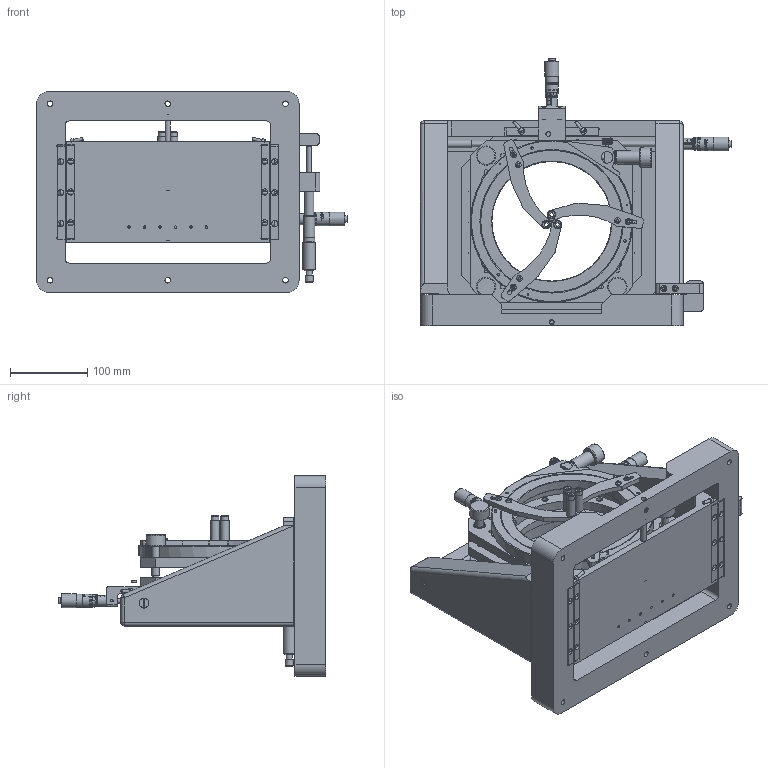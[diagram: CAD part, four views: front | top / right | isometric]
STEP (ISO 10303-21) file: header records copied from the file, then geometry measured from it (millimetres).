
FILE_DESCRIPTION (( 'STEP AP203' ), '1' );
FILE_NAME ('04LOM-6.STEP', '2023-12-20T09:15:26', ( '' ), ( '' ), 'SwSTEP 2.0', 'SolidWorks 2022', '' );
FILE_SCHEMA (( 'CONFIG_CONTROL_DESIGN' ));
Products named in the file (1): 04LOM-6
Bounding box: 402.83 x 346.73 x 260 mm (x, y, z)
Surface area: 831901.4 mm2 (no closed solid volume)
Topology: 0 solids, 159 shells, 819 faces, 4257 edges, 3566 vertices
Faces by surface type: cylinder 359, plane 345, cone 68, bspline 19, sphere 16, torus 12
Full cylindrical faces by diameter (mm): 2 x3, 3.3 x21, 4 x21, 4.2 x2, 4.3 x2, 4.5 x2, 5 x1, 6 x3, 6.3 x1, 6.35 x1, 6.5 x18, 7 x7, 7.142 x6, 7.2 x1, 7.5 x6, 8 x30, 8.5 x2, 9.5 x1, 10 x9, 11 x15, 11.112 x6, 12 x1, 12.25 x1, 12.7 x1, 14.1 x1, 14.5 x1, 15 x4, 16 x1, 17 x2, 17.2 x2
Entity records: 58957 total; most frequent: CARTESIAN_POINT 28760, ORIENTED_EDGE 5333, DIRECTION 5206, EDGE_CURVE 3947, VERTEX_POINT 3507, AXIS2_PLACEMENT_3D 1931, EDGE_LOOP 1568, B_SPLINE_CURVE_WITH_KNOTS 1442
